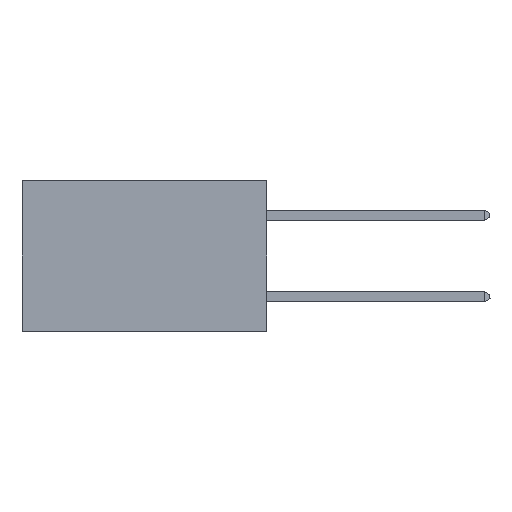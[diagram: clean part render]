
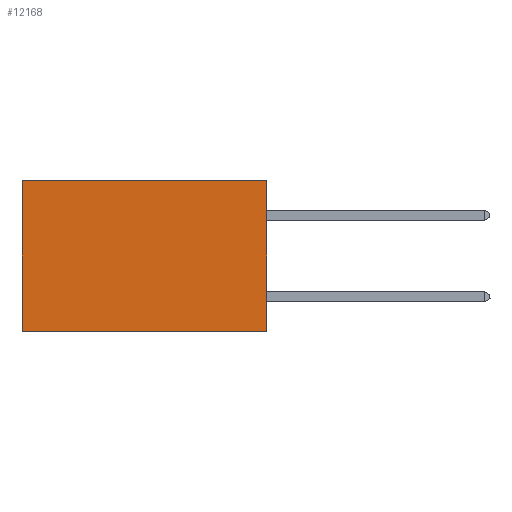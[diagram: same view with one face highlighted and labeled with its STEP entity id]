
A CAD part, left-side view. The second image highlights one B-rep face of the part: STEP entity #12168.
In plain terms, the highlighted planar face has unit normal (-1, 0, 0).
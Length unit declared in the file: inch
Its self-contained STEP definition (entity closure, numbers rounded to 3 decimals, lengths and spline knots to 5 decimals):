
#36 = VECTOR ( 'NONE', #10545, 39.37008 ) ;
#39 = ORIENTED_EDGE ( 'NONE', *, *, #38447, .T. ) ;
#1027 = EDGE_CURVE ( 'NONE', #3844, #17708, #22524, .T. ) ;
#1554 = EDGE_CURVE ( 'NONE', #7819, #8429, #21510, .T. ) ;
#3844 = VERTEX_POINT ( 'NONE', #4522 ) ;
#4340 = CARTESIAN_POINT ( 'NONE',  ( 0.2875, 0., -0.37 ) ) ;
#4522 = CARTESIAN_POINT ( 'NONE',  ( 0.2875, 0., 0. ) ) ;
#4992 = ORIENTED_EDGE ( 'NONE', *, *, #1554, .T. ) ;
#5073 = CARTESIAN_POINT ( 'NONE',  ( 0.2875, 0., 0. ) ) ;
#7422 = CARTESIAN_POINT ( 'NONE',  ( 0.2875, 0., 0. ) ) ;
#7819 = VERTEX_POINT ( 'NONE', #13944 ) ;
#8429 = VERTEX_POINT ( 'NONE', #39136 ) ;
#10545 = DIRECTION ( 'NONE',  ( 0., 1., 0. ) ) ;
#12168 = ADVANCED_FACE ( 'NONE', ( #19703 ), #28881, .F. ) ;
#12611 = ORIENTED_EDGE ( 'NONE', *, *, #26580, .F. ) ;
#13154 = VECTOR ( 'NONE', #14797, 39.37008 ) ;
#13220 = DIRECTION ( 'NONE',  ( 1., 0., 0. ) ) ;
#13944 = CARTESIAN_POINT ( 'NONE',  ( 0.2875, 0.6, 0. ) ) ;
#14003 = VECTOR ( 'NONE', #20043, 39.37008 ) ;
#14797 = DIRECTION ( 'NONE',  ( 0., 0., -1. ) ) ;
#15077 = AXIS2_PLACEMENT_3D ( 'NONE', #32003, #13220, #35113 ) ;
#15993 = LINE ( 'NONE', #4340, #14003 ) ;
#17708 = VERTEX_POINT ( 'NONE', #20066 ) ;
#18897 = CARTESIAN_POINT ( 'NONE',  ( 0.2875, 0.6, 0. ) ) ;
#19703 = FACE_OUTER_BOUND ( 'NONE', #31773, .T. ) ;
#20043 = DIRECTION ( 'NONE',  ( 0., 1., 0. ) ) ;
#20066 = CARTESIAN_POINT ( 'NONE',  ( 0.2875, 0., -0.37 ) ) ;
#21510 = LINE ( 'NONE', #18897, #27859 ) ;
#22524 = LINE ( 'NONE', #5073, #13154 ) ;
#25187 = LINE ( 'NONE', #7422, #36 ) ;
#26580 = EDGE_CURVE ( 'NONE', #17708, #8429, #15993, .T. ) ;
#27859 = VECTOR ( 'NONE', #32558, 39.37008 ) ;
#28881 = PLANE ( 'NONE',  #15077 ) ;
#29807 = ORIENTED_EDGE ( 'NONE', *, *, #1027, .F. ) ;
#31773 = EDGE_LOOP ( 'NONE', ( #4992, #12611, #29807, #39 ) ) ;
#32003 = CARTESIAN_POINT ( 'NONE',  ( 0.2875, 0., 0. ) ) ;
#32558 = DIRECTION ( 'NONE',  ( 0., 0., -1. ) ) ;
#35113 = DIRECTION ( 'NONE',  ( 0., 0., -1. ) ) ;
#38447 = EDGE_CURVE ( 'NONE', #3844, #7819, #25187, .T. ) ;
#39136 = CARTESIAN_POINT ( 'NONE',  ( 0.2875, 0.6, -0.37 ) ) ;
